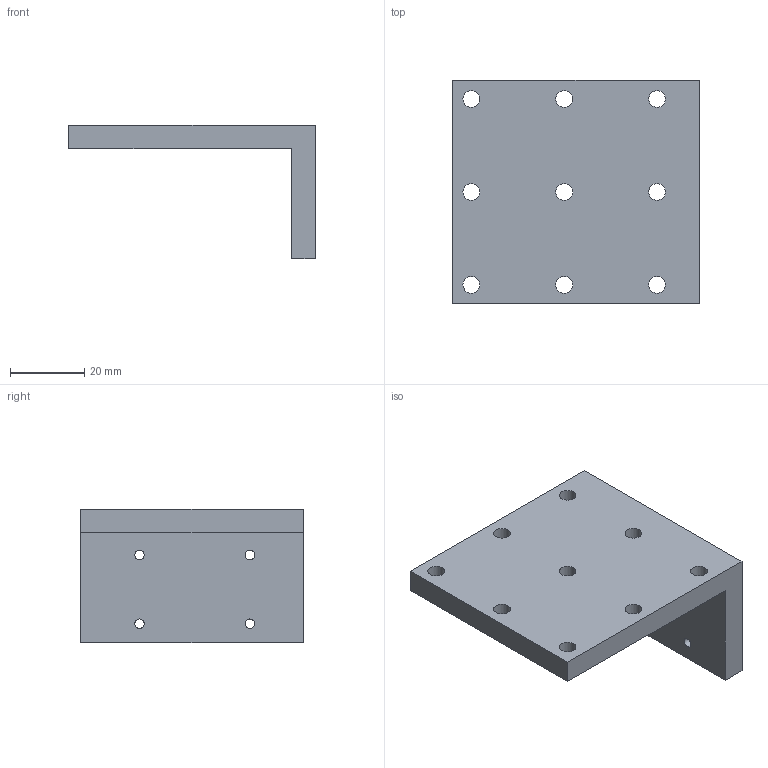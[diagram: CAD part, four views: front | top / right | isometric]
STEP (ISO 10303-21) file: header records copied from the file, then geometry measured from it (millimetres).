
FILE_DESCRIPTION(/* description */ (''),/* implementation_level */ '2;1');
FILE_NAME(/* name */ 'Adaption Angle.step',/* time_stamp */ '2024-06-17T17:37:04-04:00',/* author */ (''),/* organization */ (''),/* preprocessor_version */ 'ST-DEVELOPER v20',/* originating_system */ 'Autodesk Translation Framework v12.20.1.177',/* authorisation */ '');
FILE_SCHEMA (('AUTOMOTIVE_DESIGN { 1 0 10303 214 3 1 1 }'));
Length unit declared in the file: metre
Products named in the file (2): Adaption Angle; Assisted Mounting
Assembly tree (1 placements, depth 2):
  Adaption Angle
    Assisted Mounting
Bounding box: 66.35 x 60 x 36 mm (x, y, z)
Volume: 35539.5 mm3; surface area: 14184.5 mm2
Topology: 1 solids, 1 shells, 21 faces, 57 edges, 38 vertices
Faces by surface type: cylinder 13, plane 8
Full cylindrical faces by diameter (mm): 2.529 x4, 4.5 x9
Entity records: 789 total; most frequent: DIRECTION 131, CARTESIAN_POINT 119, ORIENTED_EDGE 114, EDGE_CURVE 57, AXIS2_PLACEMENT_3D 50, EDGE_LOOP 47, VERTEX_POINT 38, LINE 31
